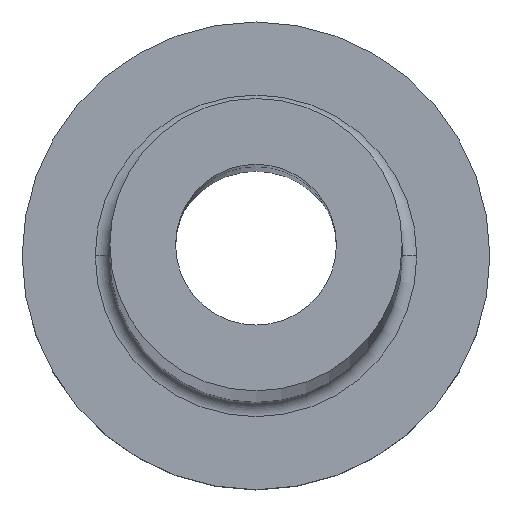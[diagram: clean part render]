
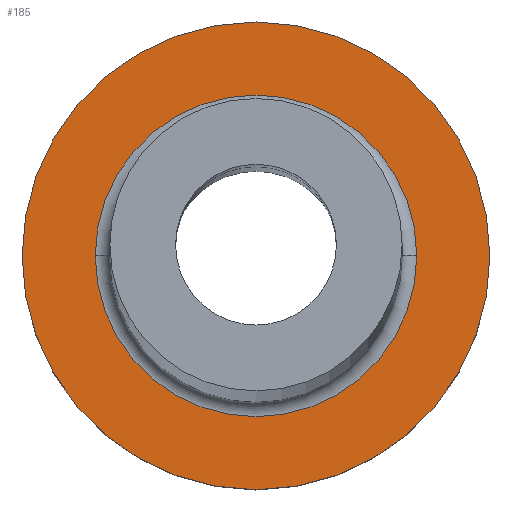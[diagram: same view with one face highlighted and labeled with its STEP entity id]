
A CAD part, top view. The second image highlights one B-rep face of the part: STEP entity #185.
In plain terms, the highlighted planar face has unit normal (0, 0, 1).
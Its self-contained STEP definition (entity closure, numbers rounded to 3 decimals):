
#3 = DIRECTION ( 'NONE',  ( 1., 0., 0. ) ) ;
#7 = PLANE ( 'NONE',  #186 ) ;
#18 = EDGE_LOOP ( 'NONE', ( #152, #150 ) ) ;
#29 = DIRECTION ( 'NONE',  ( 1., 0., 0. ) ) ;
#35 = EDGE_CURVE ( 'NONE', #422, #105, #386, .T. ) ;
#48 = AXIS2_PLACEMENT_3D ( 'NONE', #429, #361, #29 ) ;
#61 = CARTESIAN_POINT ( 'NONE',  ( -8., 0., 5. ) ) ;
#66 = EDGE_LOOP ( 'NONE', ( #154, #142 ) ) ;
#69 = DIRECTION ( 'NONE',  ( 0., 0., 1. ) ) ;
#71 = DIRECTION ( 'NONE',  ( 0., 0., -1. ) ) ;
#72 = CARTESIAN_POINT ( 'NONE',  ( 5.5, 0., 5. ) ) ;
#78 = VERTEX_POINT ( 'NONE', #460 ) ;
#80 = CIRCLE ( 'NONE', #211, 5.5 ) ;
#105 = VERTEX_POINT ( 'NONE', #61 ) ;
#109 = FACE_OUTER_BOUND ( 'NONE', #66, .T. ) ;
#113 = EDGE_CURVE ( 'NONE', #184, #78, #220, .T. ) ;
#142 = ORIENTED_EDGE ( 'NONE', *, *, #35, .T. ) ;
#150 = ORIENTED_EDGE ( 'NONE', *, *, #373, .T. ) ;
#152 = ORIENTED_EDGE ( 'NONE', *, *, #113, .T. ) ;
#154 = ORIENTED_EDGE ( 'NONE', *, *, #345, .T. ) ;
#184 = VERTEX_POINT ( 'NONE', #72 ) ;
#185 = ADVANCED_FACE ( 'NONE', ( #286, #109 ), #7, .T. ) ;
#186 = AXIS2_PLACEMENT_3D ( 'NONE', #210, #69, #3 ) ;
#203 = CARTESIAN_POINT ( 'NONE',  ( 0., 0., 5. ) ) ;
#210 = CARTESIAN_POINT ( 'NONE',  ( 0., 0., 5. ) ) ;
#211 = AXIS2_PLACEMENT_3D ( 'NONE', #396, #71, #365 ) ;
#220 = CIRCLE ( 'NONE', #442, 5.5 ) ;
#237 = CARTESIAN_POINT ( 'NONE',  ( 0., 0., 5. ) ) ;
#286 = FACE_BOUND ( 'NONE', #18, .T. ) ;
#309 = DIRECTION ( 'NONE',  ( 1., 0., 0. ) ) ;
#310 = DIRECTION ( 'NONE',  ( 0., 0., 1. ) ) ;
#318 = CIRCLE ( 'NONE', #48, 8. ) ;
#345 = EDGE_CURVE ( 'NONE', #105, #422, #318, .T. ) ;
#361 = DIRECTION ( 'NONE',  ( 0., 0., 1. ) ) ;
#365 = DIRECTION ( 'NONE',  ( 1., 0., 0. ) ) ;
#367 = AXIS2_PLACEMENT_3D ( 'NONE', #237, #310, #309 ) ;
#373 = EDGE_CURVE ( 'NONE', #78, #184, #80, .T. ) ;
#386 = CIRCLE ( 'NONE', #367, 8. ) ;
#392 = CARTESIAN_POINT ( 'NONE',  ( 8., 0., 5. ) ) ;
#396 = CARTESIAN_POINT ( 'NONE',  ( 0., 0., 5. ) ) ;
#422 = VERTEX_POINT ( 'NONE', #392 ) ;
#426 = DIRECTION ( 'NONE',  ( 0., 0., -1. ) ) ;
#429 = CARTESIAN_POINT ( 'NONE',  ( 0., 0., 5. ) ) ;
#442 = AXIS2_PLACEMENT_3D ( 'NONE', #203, #426, #455 ) ;
#455 = DIRECTION ( 'NONE',  ( 1., 0., 0. ) ) ;
#460 = CARTESIAN_POINT ( 'NONE',  ( -5.5, 0., 5. ) ) ;
